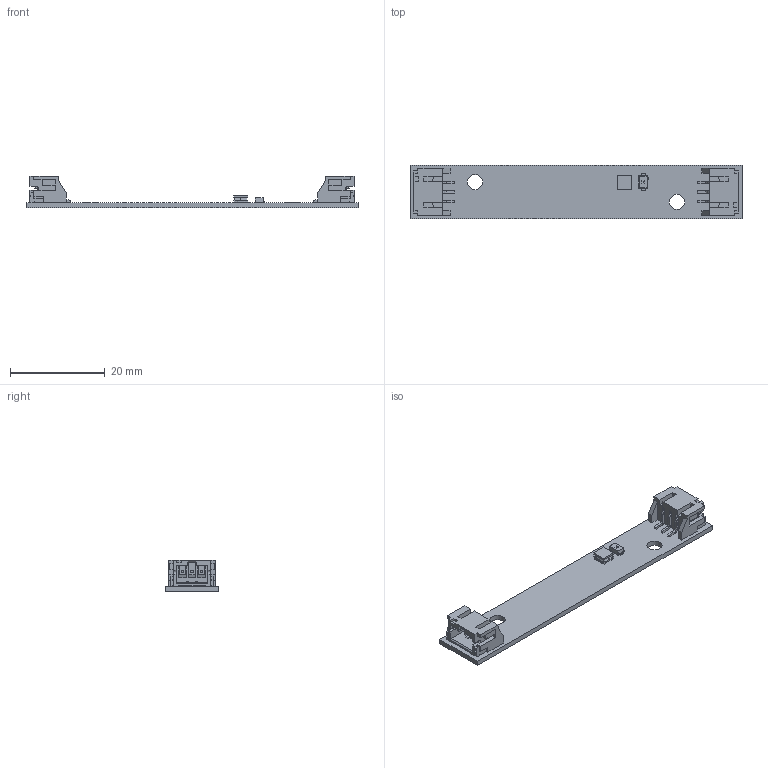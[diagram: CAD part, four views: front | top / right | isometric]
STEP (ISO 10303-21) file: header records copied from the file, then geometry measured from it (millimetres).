
FILE_DESCRIPTION(('KiCad electronic assembly'),'2;1');
FILE_NAME('mini_light.step','2022-06-03T21:31:15',('Pcbnew'),('Kicad'), 'Open CASCADE STEP processor 7.5','KiCad to STEP converter','Unknown' );
FILE_SCHEMA(('AUTOMOTIVE_DESIGN { 1 0 10303 214 1 1 1 1 }'));
Length unit declared in the file: millimetre
Products named in the file (14): mini_light 1; SOD123W; COMPOUND; JST-S3B-PH-SM4-TB; LQH3NPH680MMEL; mini_light PCB; mini_light 2; mini_light 3; mini_light 4; mini_light 5; mini_light 6; mini_light 7
Assembly tree (8 placements, depth 3):
  mini_light 1
    SOD123W
      COMPOUND
    JST-S3B-PH-SM4-TB  x2
      COMPOUND
    LQH3NPH680MMEL
      COMPOUND
    mini_light PCB
  mini_light 2
  mini_light 3
  mini_light 4
  mini_light 5
Bounding box: 70 x 11.2 x 6.75 mm (x, y, z)
Volume: 1245.9 mm3; surface area: 2890.6 mm2
Topology: 18 solids, 18 shells, 719 faces, 1870 edges, 1188 vertices
Faces by surface type: bspline 711, plane 6, cylinder 2
Full cylindrical faces by diameter (mm): 3.2 x2
Entity records: 29639 total; most frequent: CARTESIAN_POINT 12971, B_SPLINE_CURVE_WITH_KNOTS 3368, ORIENTED_EDGE 2520, PCURVE 2520, DEFINITIONAL_REPRESENTATION 2520, EDGE_CURVE 1260, SURFACE_CURVE 1258, VERTEX_POINT 806
